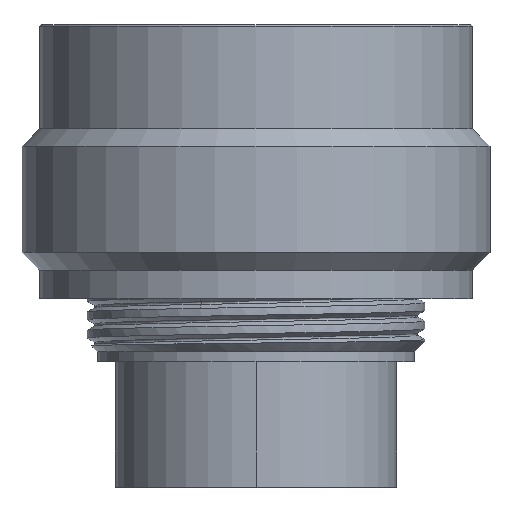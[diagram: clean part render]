
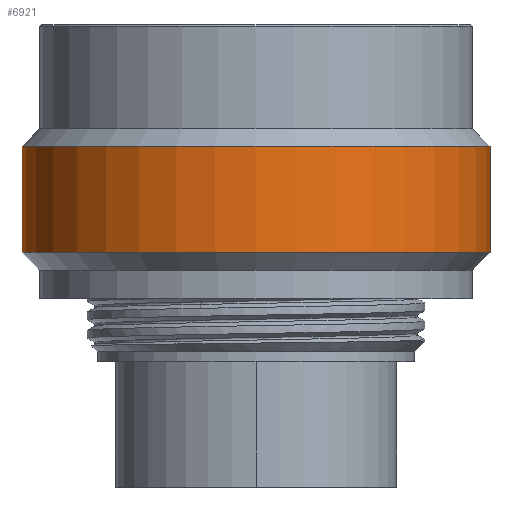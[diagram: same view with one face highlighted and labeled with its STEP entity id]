
A CAD part, front view. The second image highlights one B-rep face of the part: STEP entity #6921.
In plain terms, the highlighted cylindrical face has radius 16.225 mm (diameter 32.45 mm), a partial arc.
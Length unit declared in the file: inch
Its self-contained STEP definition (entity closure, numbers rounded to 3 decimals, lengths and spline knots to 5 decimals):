
#1498=DIRECTION('',(0.,0.,-1.));
#1499=VECTOR('',#1498,0.28937);
#1500=CARTESIAN_POINT('',(0.63878,0.,0.06398));
#1501=LINE('',#1500,#1499);
#1502=DIRECTION('',(0.,0.,-1.));
#1503=VECTOR('',#1502,0.28937);
#1504=CARTESIAN_POINT('',(-0.63878,0.,0.06398));
#1505=LINE('',#1504,#1503);
#1506=CARTESIAN_POINT('',(0.,0.,0.06398));
#1507=DIRECTION('',(0.,0.,-1.));
#1508=DIRECTION('',(1.,0.,0.));
#1509=AXIS2_PLACEMENT_3D('',#1506,#1507,#1508);
#1529=CARTESIAN_POINT('',(0.,0.,-0.22539));
#1530=DIRECTION('',(0.,0.,-1.));
#1531=DIRECTION('',(1.,0.,0.));
#1532=AXIS2_PLACEMENT_3D('',#1529,#1530,#1531);
#4073=CARTESIAN_POINT('',(0.63878,0.,0.06398));
#4075=VERTEX_POINT('',#4073);
#4076=CARTESIAN_POINT('',(0.63878,0.,-0.22539));
#4077=VERTEX_POINT('',#4076);
#4079=CARTESIAN_POINT('',(-0.63878,0.,0.06398));
#4081=VERTEX_POINT('',#4079);
#4082=CARTESIAN_POINT('',(-0.63878,0.,-0.22539));
#4083=VERTEX_POINT('',#4082);
#6907=CARTESIAN_POINT('',(0.,0.,-0.39327));
#6908=DIRECTION('',(0.,0.,1.));
#6909=DIRECTION('',(-1.,0.,0.));
#6910=AXIS2_PLACEMENT_3D('',#6907,#6908,#6909);
#6911=CYLINDRICAL_SURFACE('',#6910,0.63878);
#6913=ORIENTED_EDGE('',*,*,#6912,.T.);
#6915=ORIENTED_EDGE('',*,*,#6914,.T.);
#6917=ORIENTED_EDGE('',*,*,#6916,.F.);
#6918=ORIENTED_EDGE('',*,*,#6900,.F.);
#6919=EDGE_LOOP('',(#6913,#6915,#6917,#6918));
#6920=FACE_OUTER_BOUND('',#6919,.F.);
#6921=ADVANCED_FACE('',(#6920),#6911,.T.);
#1510=CIRCLE('',#1509,0.63878);
#1533=CIRCLE('',#1532,0.63878);
#6900=EDGE_CURVE('',#4075,#4081,#1510,.T.);
#6912=EDGE_CURVE('',#4075,#4077,#1501,.T.);
#6914=EDGE_CURVE('',#4077,#4083,#1533,.T.);
#6916=EDGE_CURVE('',#4081,#4083,#1505,.T.);
